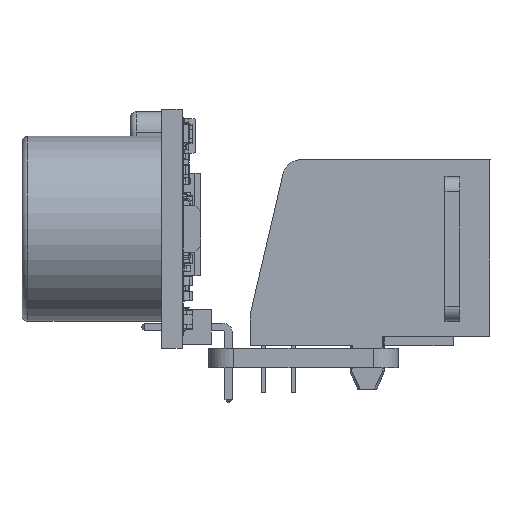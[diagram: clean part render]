
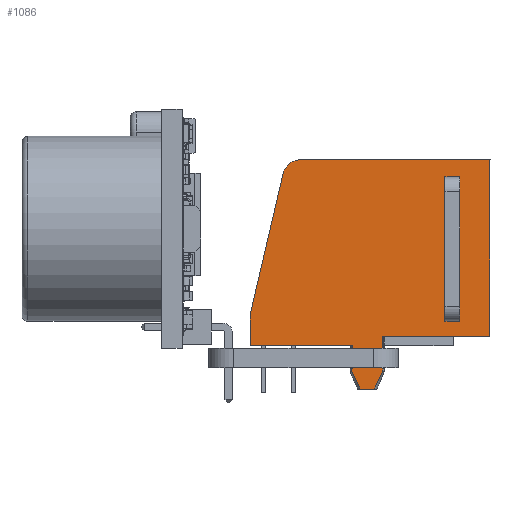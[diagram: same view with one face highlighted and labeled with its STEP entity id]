
A CAD part, front view. The second image highlights one B-rep face of the part: STEP entity #1086.
In plain terms, the highlighted face is planar.
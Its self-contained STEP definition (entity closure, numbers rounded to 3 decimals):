
#1086 = ADVANCED_FACE('',(#1087,#1224),#1258,.T.);
#1087 = FACE_BOUND('',#1088,.T.);
#1088 = EDGE_LOOP('',(#1089,#1099,#1107,#1115,#1123,#1131,#1139,#1150,
    #1158,#1169,#1177,#1185,#1193,#1201,#1209,#1217));
#1089 = ORIENTED_EDGE('',*,*,#1090,.T.);
#1090 = EDGE_CURVE('',#1091,#1093,#1095,.T.);
#1091 = VERTEX_POINT('',#1092);
#1092 = CARTESIAN_POINT('',(-6.6,6.422,-17.786));
#1093 = VERTEX_POINT('',#1094);
#1094 = CARTESIAN_POINT('',(-6.6,-5.646,-20.598));
#1095 = LINE('',#1096,#1097);
#1096 = CARTESIAN_POINT('',(-6.6,-5.646,-20.598));
#1097 = VECTOR('',#1098,1.);
#1098 = DIRECTION('',(0.,-0.974,
    -0.227));
#1099 = ORIENTED_EDGE('',*,*,#1100,.T.);
#1100 = EDGE_CURVE('',#1093,#1101,#1103,.T.);
#1101 = VERTEX_POINT('',#1102);
#1102 = CARTESIAN_POINT('',(-6.6,-8.303,-20.598));
#1103 = LINE('',#1104,#1105);
#1104 = CARTESIAN_POINT('',(-6.6,-12.319,-20.598));
#1105 = VECTOR('',#1106,1.);
#1106 = DIRECTION('',(0.,-1.,0.));
#1107 = ORIENTED_EDGE('',*,*,#1108,.F.);
#1108 = EDGE_CURVE('',#1109,#1101,#1111,.T.);
#1109 = VERTEX_POINT('',#1110);
#1110 = CARTESIAN_POINT('',(-6.6,-8.303,-11.813));
#1111 = LINE('',#1112,#1113);
#1112 = CARTESIAN_POINT('',(-6.6,-8.303,-11.813));
#1113 = VECTOR('',#1114,1.);
#1114 = DIRECTION('',(0.,0.,-1.));
#1115 = ORIENTED_EDGE('',*,*,#1116,.F.);
#1116 = EDGE_CURVE('',#1117,#1109,#1119,.T.);
#1117 = VERTEX_POINT('',#1118);
#1118 = CARTESIAN_POINT('',(-6.6,-10.262,-11.813));
#1119 = LINE('',#1120,#1121);
#1120 = CARTESIAN_POINT('',(-6.6,-7.493,-11.813));
#1121 = VECTOR('',#1122,1.);
#1122 = DIRECTION('',(0.,1.,0.));
#1123 = ORIENTED_EDGE('',*,*,#1124,.T.);
#1124 = EDGE_CURVE('',#1117,#1125,#1127,.T.);
#1125 = VERTEX_POINT('',#1126);
#1126 = CARTESIAN_POINT('',(-6.6,-10.262,-11.868));
#1127 = LINE('',#1128,#1129);
#1128 = CARTESIAN_POINT('',(-6.6,-10.262,-10.541));
#1129 = VECTOR('',#1130,1.);
#1130 = DIRECTION('',(0.,0.,-1.));
#1131 = ORIENTED_EDGE('',*,*,#1132,.F.);
#1132 = EDGE_CURVE('',#1133,#1125,#1135,.T.);
#1133 = VERTEX_POINT('',#1134);
#1134 = CARTESIAN_POINT('',(-6.6,-10.516,-11.868));
#1135 = LINE('',#1136,#1137);
#1136 = CARTESIAN_POINT('',(-6.6,-10.174,-11.868));
#1137 = VECTOR('',#1138,1.);
#1138 = DIRECTION('',(0.,1.,0.));
#1139 = ORIENTED_EDGE('',*,*,#1140,.F.);
#1140 = EDGE_CURVE('',#1141,#1133,#1143,.T.);
#1141 = VERTEX_POINT('',#1142);
#1142 = CARTESIAN_POINT('',(-6.6,-12.014,-11.131));
#1143 = B_SPLINE_CURVE_WITH_KNOTS('',3,(#1144,#1145,#1146,#1147,#1148,
    #1149),.UNSPECIFIED.,.F.,.F.,(4,2,4),(0.006,
    0.006,0.007),.UNSPECIFIED.);
#1144 = CARTESIAN_POINT('',(-6.6,-12.014,-11.131));
#1145 = CARTESIAN_POINT('',(-6.6,-11.774,-11.273));
#1146 = CARTESIAN_POINT('',(-6.6,-11.525,-11.397));
#1147 = CARTESIAN_POINT('',(-6.6,-11.023,-11.638));
#1148 = CARTESIAN_POINT('',(-6.6,-10.77,-11.754));
#1149 = CARTESIAN_POINT('',(-6.6,-10.516,-11.868));
#1150 = ORIENTED_EDGE('',*,*,#1151,.F.);
#1151 = EDGE_CURVE('',#1152,#1141,#1154,.T.);
#1152 = VERTEX_POINT('',#1153);
#1153 = CARTESIAN_POINT('',(-6.6,-12.014,-9.951));
#1154 = LINE('',#1155,#1156);
#1155 = CARTESIAN_POINT('',(-6.6,-12.014,-10.541));
#1156 = VECTOR('',#1157,1.);
#1157 = DIRECTION('',(0.,0.,-1.));
#1158 = ORIENTED_EDGE('',*,*,#1159,.F.);
#1159 = EDGE_CURVE('',#1160,#1152,#1162,.T.);
#1160 = VERTEX_POINT('',#1161);
#1161 = CARTESIAN_POINT('',(-6.6,-10.516,-9.214));
#1162 = B_SPLINE_CURVE_WITH_KNOTS('',3,(#1163,#1164,#1165,#1166,#1167,
    #1168),.UNSPECIFIED.,.F.,.F.,(4,2,4),(0.002,
    0.003,0.004),.UNSPECIFIED.);
#1163 = CARTESIAN_POINT('',(-6.6,-10.516,-9.214));
#1164 = CARTESIAN_POINT('',(-6.6,-10.77,-9.328));
#1165 = CARTESIAN_POINT('',(-6.6,-11.023,-9.444));
#1166 = CARTESIAN_POINT('',(-6.6,-11.525,-9.685));
#1167 = CARTESIAN_POINT('',(-6.6,-11.774,-9.81));
#1168 = CARTESIAN_POINT('',(-6.6,-12.014,-9.951));
#1169 = ORIENTED_EDGE('',*,*,#1170,.F.);
#1170 = EDGE_CURVE('',#1171,#1160,#1173,.T.);
#1171 = VERTEX_POINT('',#1172);
#1172 = CARTESIAN_POINT('',(-6.6,-10.262,-9.214));
#1173 = LINE('',#1174,#1175);
#1174 = CARTESIAN_POINT('',(-6.6,-10.174,-9.214));
#1175 = VECTOR('',#1176,1.);
#1176 = DIRECTION('',(0.,-1.,0.));
#1177 = ORIENTED_EDGE('',*,*,#1178,.T.);
#1178 = EDGE_CURVE('',#1171,#1179,#1181,.T.);
#1179 = VERTEX_POINT('',#1180);
#1180 = CARTESIAN_POINT('',(-6.6,-10.262,-9.269));
#1181 = LINE('',#1182,#1183);
#1182 = CARTESIAN_POINT('',(-6.6,-10.262,-10.541));
#1183 = VECTOR('',#1184,1.);
#1184 = DIRECTION('',(0.,0.,-1.));
#1185 = ORIENTED_EDGE('',*,*,#1186,.F.);
#1186 = EDGE_CURVE('',#1187,#1179,#1189,.T.);
#1187 = VERTEX_POINT('',#1188);
#1188 = CARTESIAN_POINT('',(-6.6,-7.493,-9.269));
#1189 = LINE('',#1190,#1191);
#1190 = CARTESIAN_POINT('',(-6.6,-7.493,-9.269));
#1191 = VECTOR('',#1192,1.);
#1192 = DIRECTION('',(0.,-1.,0.));
#1193 = ORIENTED_EDGE('',*,*,#1194,.F.);
#1194 = EDGE_CURVE('',#1195,#1187,#1197,.T.);
#1195 = VERTEX_POINT('',#1196);
#1196 = CARTESIAN_POINT('',(-6.6,-7.493,0.));
#1197 = LINE('',#1198,#1199);
#1198 = CARTESIAN_POINT('',(-6.6,-7.493,-20.828));
#1199 = VECTOR('',#1200,1.);
#1200 = DIRECTION('',(0.,0.,-1.));
#1201 = ORIENTED_EDGE('',*,*,#1202,.F.);
#1202 = EDGE_CURVE('',#1203,#1195,#1205,.T.);
#1203 = VERTEX_POINT('',#1204);
#1204 = CARTESIAN_POINT('',(-6.6,7.697,0.));
#1205 = LINE('',#1206,#1207);
#1206 = CARTESIAN_POINT('',(-6.6,-7.493,0.));
#1207 = VECTOR('',#1208,1.);
#1208 = DIRECTION('',(0.,-1.,0.));
#1209 = ORIENTED_EDGE('',*,*,#1210,.T.);
#1210 = EDGE_CURVE('',#1203,#1211,#1213,.T.);
#1211 = VERTEX_POINT('',#1212);
#1212 = CARTESIAN_POINT('',(-6.6,7.697,-16.179));
#1213 = LINE('',#1214,#1215);
#1214 = CARTESIAN_POINT('',(-6.6,7.697,0.));
#1215 = VECTOR('',#1216,1.);
#1216 = DIRECTION('',(0.,0.,-1.));
#1217 = ORIENTED_EDGE('',*,*,#1218,.T.);
#1218 = EDGE_CURVE('',#1211,#1091,#1219,.T.);
#1219 = CIRCLE('',#1220,1.65);
#1220 = AXIS2_PLACEMENT_3D('',#1221,#1222,#1223);
#1221 = CARTESIAN_POINT('',(-6.6,6.047,-16.179));
#1222 = DIRECTION('',(-1.,0.,0.));
#1223 = DIRECTION('',(0.,0.,1.));
#1224 = FACE_BOUND('',#1225,.T.);
#1225 = EDGE_LOOP('',(#1226,#1236,#1244,#1252));
#1226 = ORIENTED_EDGE('',*,*,#1227,.F.);
#1227 = EDGE_CURVE('',#1228,#1230,#1232,.T.);
#1228 = VERTEX_POINT('',#1229);
#1229 = CARTESIAN_POINT('',(-6.6,6.2,-2.6));
#1230 = VERTEX_POINT('',#1231);
#1231 = CARTESIAN_POINT('',(-6.6,6.2,-3.87));
#1232 = LINE('',#1233,#1234);
#1233 = CARTESIAN_POINT('',(-6.6,6.2,-2.6));
#1234 = VECTOR('',#1235,1.);
#1235 = DIRECTION('',(0.,0.,-1.));
#1236 = ORIENTED_EDGE('',*,*,#1237,.F.);
#1237 = EDGE_CURVE('',#1238,#1228,#1240,.T.);
#1238 = VERTEX_POINT('',#1239);
#1239 = CARTESIAN_POINT('',(-6.6,-6.2,-2.6));
#1240 = LINE('',#1241,#1242);
#1241 = CARTESIAN_POINT('',(-6.6,-6.2,-2.6));
#1242 = VECTOR('',#1243,1.);
#1243 = DIRECTION('',(0.,1.,0.));
#1244 = ORIENTED_EDGE('',*,*,#1245,.F.);
#1245 = EDGE_CURVE('',#1246,#1238,#1248,.T.);
#1246 = VERTEX_POINT('',#1247);
#1247 = CARTESIAN_POINT('',(-6.6,-6.2,-3.87));
#1248 = LINE('',#1249,#1250);
#1249 = CARTESIAN_POINT('',(-6.6,-6.2,-3.87));
#1250 = VECTOR('',#1251,1.);
#1251 = DIRECTION('',(0.,0.,1.));
#1252 = ORIENTED_EDGE('',*,*,#1253,.F.);
#1253 = EDGE_CURVE('',#1230,#1246,#1254,.T.);
#1254 = LINE('',#1255,#1256);
#1255 = CARTESIAN_POINT('',(-6.6,6.2,-3.87));
#1256 = VECTOR('',#1257,1.);
#1257 = DIRECTION('',(0.,-1.,0.));
#1258 = PLANE('',#1259);
#1259 = AXIS2_PLACEMENT_3D('',#1260,#1261,#1262);
#1260 = CARTESIAN_POINT('',(-6.6,-12.319,-23.311));
#1261 = DIRECTION('',(-1.,0.,0.));
#1262 = DIRECTION('',(0.,0.,1.));
